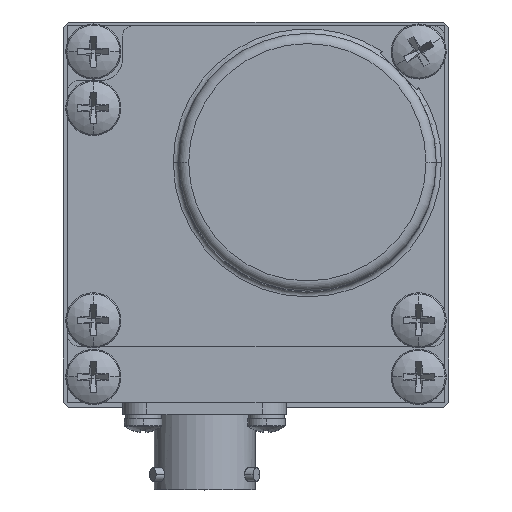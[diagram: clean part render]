
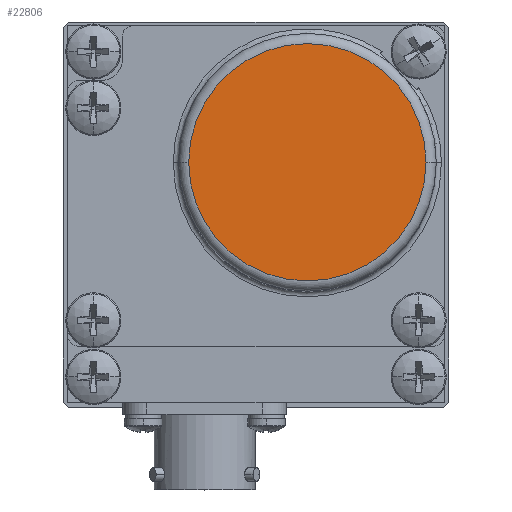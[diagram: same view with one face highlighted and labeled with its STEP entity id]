
A CAD part, top view. The second image highlights one B-rep face of the part: STEP entity #22806.
In plain terms, the highlighted planar face has unit normal (0, 0, 1).
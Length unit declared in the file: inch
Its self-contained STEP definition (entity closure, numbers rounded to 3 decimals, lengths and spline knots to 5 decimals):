
#157 = EDGE_LOOP ( 'NONE', ( #9571, #8947 ) ) ;
#666 = DIRECTION ( 'NONE',  ( 0., 0., -1. ) ) ;
#2905 = AXIS2_PLACEMENT_3D ( 'NONE', #11811, #21884, #25769 ) ;
#4181 = FACE_OUTER_BOUND ( 'NONE', #157, .T. ) ;
#4459 = DIRECTION ( 'NONE',  ( -1., 0., 0. ) ) ;
#6559 = PLANE ( 'NONE',  #11492 ) ;
#6646 = CARTESIAN_POINT ( 'NONE',  ( 0.993, 0.3, 5.43 ) ) ;
#7586 = VERTEX_POINT ( 'NONE', #11356 ) ;
#8947 = ORIENTED_EDGE ( 'NONE', *, *, #13525, .F. ) ;
#9571 = ORIENTED_EDGE ( 'NONE', *, *, #21561, .F. ) ;
#11356 = CARTESIAN_POINT ( 'NONE',  ( 0.993, 0.3, 5.43 ) ) ;
#11492 = AXIS2_PLACEMENT_3D ( 'NONE', #6646, #666, #4459 ) ;
#11811 = CARTESIAN_POINT ( 'NONE',  ( 0.3, 0.3, 5.43 ) ) ;
#13525 = EDGE_CURVE ( 'NONE', #7586, #24405, #14449, .T. ) ;
#13904 = DIRECTION ( 'NONE',  ( 0., 0., -1. ) ) ;
#14449 = CIRCLE ( 'NONE', #2905, 0.693 ) ;
#15727 = DIRECTION ( 'NONE',  ( -1., 0., 0. ) ) ;
#21237 = CARTESIAN_POINT ( 'NONE',  ( -0.393, 0.3, 5.43 ) ) ;
#21561 = EDGE_CURVE ( 'NONE', #24405, #7586, #22905, .T. ) ;
#21809 = CARTESIAN_POINT ( 'NONE',  ( 0.3, 0.3, 5.43 ) ) ;
#21884 = DIRECTION ( 'NONE',  ( 0., 0., -1. ) ) ;
#22806 = ADVANCED_FACE ( 'NONE', ( #4181 ), #6559, .F. ) ;
#22905 = CIRCLE ( 'NONE', #24184, 0.693 ) ;
#24184 = AXIS2_PLACEMENT_3D ( 'NONE', #21809, #13904, #15727 ) ;
#24405 = VERTEX_POINT ( 'NONE', #21237 ) ;
#25769 = DIRECTION ( 'NONE',  ( -1., 0., 0. ) ) ;
